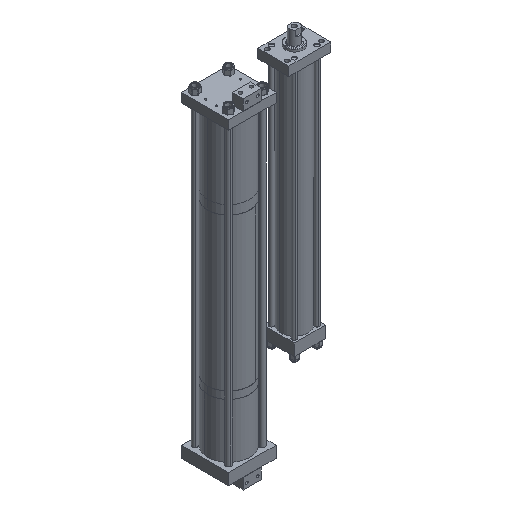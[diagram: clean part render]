
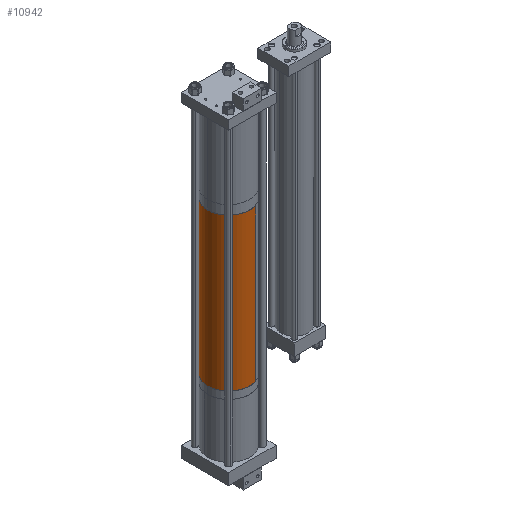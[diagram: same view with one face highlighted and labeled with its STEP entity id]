
A CAD part, isometric view. The second image highlights one B-rep face of the part: STEP entity #10942.
In plain terms, the highlighted cylindrical face has radius 73.025 mm (diameter 146.05 mm), a partial arc.
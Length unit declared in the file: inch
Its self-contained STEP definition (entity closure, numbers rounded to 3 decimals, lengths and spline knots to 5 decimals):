
#386 = CARTESIAN_POINT ( 'NONE',  ( 0., 0., 0. ) ) ;
#392 = VERTEX_POINT ( 'NONE', #10812 ) ;
#512 = VERTEX_POINT ( 'NONE', #13546 ) ;
#692 = VECTOR ( 'NONE', #1160, 39.37008 ) ;
#936 = CARTESIAN_POINT ( 'NONE',  ( 2.875, 0., 0. ) ) ;
#1039 = ORIENTED_EDGE ( 'NONE', *, *, #16382, .T. ) ;
#1160 = DIRECTION ( 'NONE',  ( 0., 0., -1. ) ) ;
#1191 = CARTESIAN_POINT ( 'NONE',  ( 2.875, 0., 20.886 ) ) ;
#1700 = VECTOR ( 'NONE', #6236, 39.37008 ) ;
#2129 = ORIENTED_EDGE ( 'NONE', *, *, #11219, .F. ) ;
#3368 = CARTESIAN_POINT ( 'NONE',  ( 0., 0., 20.886 ) ) ;
#4203 = DIRECTION ( 'NONE',  ( 0., 0., 1. ) ) ;
#4735 = ORIENTED_EDGE ( 'NONE', *, *, #11609, .T. ) ;
#5012 = EDGE_LOOP ( 'NONE', ( #2129, #11514, #4735, #1039 ) ) ;
#5870 = DIRECTION ( 'NONE',  ( 0., 0., -1. ) ) ;
#5922 = DIRECTION ( 'NONE',  ( -1., 0., 0. ) ) ;
#5950 = AXIS2_PLACEMENT_3D ( 'NONE', #3368, #13645, #9668 ) ;
#6086 = VERTEX_POINT ( 'NONE', #936 ) ;
#6236 = DIRECTION ( 'NONE',  ( 0., 0., -1. ) ) ;
#8468 = CARTESIAN_POINT ( 'NONE',  ( -2.875, 0., 20.886 ) ) ;
#8904 = CIRCLE ( 'NONE', #5950, 2.875 ) ;
#9149 = CYLINDRICAL_SURFACE ( 'NONE', #10839, 2.875 ) ;
#9668 = DIRECTION ( 'NONE',  ( 1., 0., 0. ) ) ;
#10396 = AXIS2_PLACEMENT_3D ( 'NONE', #386, #4203, #10663 ) ;
#10663 = DIRECTION ( 'NONE',  ( 1., 0., 0. ) ) ;
#10812 = CARTESIAN_POINT ( 'NONE',  ( 2.875, 0., 20.886 ) ) ;
#10839 = AXIS2_PLACEMENT_3D ( 'NONE', #13568, #5870, #5922 ) ;
#10942 = ADVANCED_FACE ( 'NONE', ( #14383 ), #9149, .T. ) ;
#10972 = LINE ( 'NONE', #11425, #692 ) ;
#11219 = EDGE_CURVE ( 'NONE', #392, #6086, #14966, .T. ) ;
#11425 = CARTESIAN_POINT ( 'NONE',  ( -2.875, 0., 20.886 ) ) ;
#11514 = ORIENTED_EDGE ( 'NONE', *, *, #14850, .F. ) ;
#11609 = EDGE_CURVE ( 'NONE', #14791, #512, #10972, .T. ) ;
#13546 = CARTESIAN_POINT ( 'NONE',  ( -2.875, 0., 0. ) ) ;
#13568 = CARTESIAN_POINT ( 'NONE',  ( 0., 0., 20.886 ) ) ;
#13645 = DIRECTION ( 'NONE',  ( 0., 0., 1. ) ) ;
#13888 = CIRCLE ( 'NONE', #10396, 2.875 ) ;
#14383 = FACE_OUTER_BOUND ( 'NONE', #5012, .T. ) ;
#14791 = VERTEX_POINT ( 'NONE', #8468 ) ;
#14850 = EDGE_CURVE ( 'NONE', #14791, #392, #8904, .T. ) ;
#14966 = LINE ( 'NONE', #1191, #1700 ) ;
#16382 = EDGE_CURVE ( 'NONE', #512, #6086, #13888, .T. ) ;
